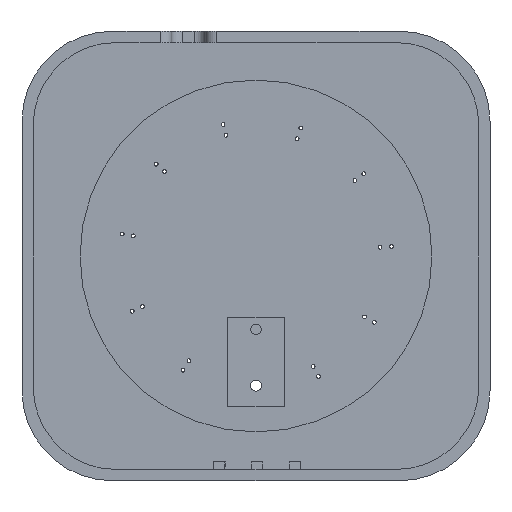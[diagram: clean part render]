
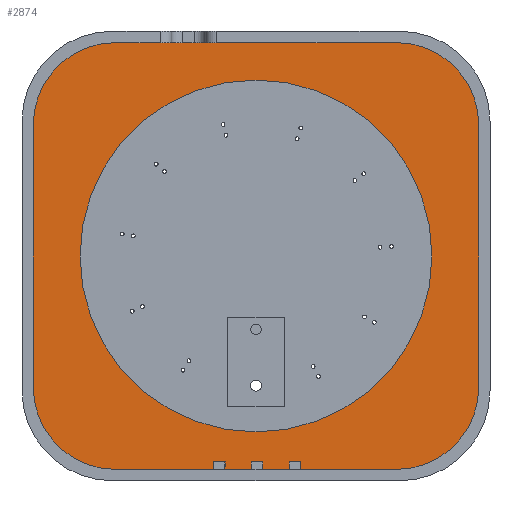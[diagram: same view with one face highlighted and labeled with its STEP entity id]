
A CAD part, front view. The second image highlights one B-rep face of the part: STEP entity #2874.
In plain terms, the highlighted planar face has unit normal (0, -1, 0).
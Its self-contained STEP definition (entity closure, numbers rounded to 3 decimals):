
#425 = DIRECTION ( 'NONE',  ( 0., -1., 0. ) ) ;
#532 = DIRECTION ( 'NONE',  ( 0., -1., 0. ) ) ;
#587 = PLANE ( 'NONE',  #2491 ) ;
#646 = DIRECTION ( 'NONE',  ( 0., 0., -1. ) ) ;
#793 = EDGE_CURVE ( 'NONE', #5484, #2923, #795, .T. ) ;
#795 = LINE ( 'NONE', #14037, #10366 ) ;
#802 = CARTESIAN_POINT ( 'NONE',  ( 122., 32., -3. ) ) ;
#875 = DIRECTION ( 'NONE',  ( 0., 0., 1. ) ) ;
#1122 = CARTESIAN_POINT ( 'NONE',  ( 100., 32., -117. ) ) ;
#1445 = DIRECTION ( 'NONE',  ( 0., 0., -1. ) ) ;
#1456 = EDGE_CURVE ( 'NONE', #10955, #10489, #4226, .T. ) ;
#1494 = VERTEX_POINT ( 'NONE', #4446 ) ;
#2213 = CARTESIAN_POINT ( 'NONE',  ( 25., 32., -95. ) ) ;
#2325 = VERTEX_POINT ( 'NONE', #9757 ) ;
#2491 = AXIS2_PLACEMENT_3D ( 'NONE', #2906, #5011, #13897 ) ;
#2511 = EDGE_CURVE ( 'NONE', #2325, #6455, #11950, .T. ) ;
#2645 = DIRECTION ( 'NONE',  ( 0., 0., -1. ) ) ;
#2823 = EDGE_CURVE ( 'NONE', #7401, #1494, #5297, .T. ) ;
#2830 = CARTESIAN_POINT ( 'NONE',  ( 25., 32., -25. ) ) ;
#2874 = ADVANCED_FACE ( 'NONE', ( #2985, #10578 ), #587, .T. ) ;
#2906 = CARTESIAN_POINT ( 'NONE',  ( 0., 32., 0. ) ) ;
#2920 = EDGE_CURVE ( 'NONE', #10489, #5484, #10342, .T. ) ;
#2923 = VERTEX_POINT ( 'NONE', #5084 ) ;
#2985 = FACE_BOUND ( 'NONE', #9685, .T. ) ;
#2997 = VECTOR ( 'NONE', #6177, 1000. ) ;
#3033 = DIRECTION ( 'NONE',  ( 1., 0., 0. ) ) ;
#3829 = CARTESIAN_POINT ( 'NONE',  ( 100., 32., -25. ) ) ;
#3835 = VERTEX_POINT ( 'NONE', #7641 ) ;
#4137 = DIRECTION ( 'NONE',  ( 0., 0., -1. ) ) ;
#4226 = LINE ( 'NONE', #6393, #2997 ) ;
#4311 = AXIS2_PLACEMENT_3D ( 'NONE', #2213, #6628, #11036 ) ;
#4446 = CARTESIAN_POINT ( 'NONE',  ( 122., 32., -25. ) ) ;
#4759 = CARTESIAN_POINT ( 'NONE',  ( 100., 32., -3. ) ) ;
#5011 = DIRECTION ( 'NONE',  ( 0., -1., 0. ) ) ;
#5024 = VECTOR ( 'NONE', #875, 1000. ) ;
#5084 = CARTESIAN_POINT ( 'NONE',  ( 3., 32., -95. ) ) ;
#5297 = LINE ( 'NONE', #802, #5024 ) ;
#5379 = CIRCLE ( 'NONE', #8853, 22. ) ;
#5484 = VERTEX_POINT ( 'NONE', #5558 ) ;
#5558 = CARTESIAN_POINT ( 'NONE',  ( 3., 32., -25. ) ) ;
#5767 = VERTEX_POINT ( 'NONE', #1122 ) ;
#5871 = EDGE_CURVE ( 'NONE', #2923, #3835, #6627, .T. ) ;
#6127 = CARTESIAN_POINT ( 'NONE',  ( 62.5, 32., -60. ) ) ;
#6162 = DIRECTION ( 'NONE',  ( 0., 0., -1. ) ) ;
#6177 = DIRECTION ( 'NONE',  ( -1., 0., 0. ) ) ;
#6393 = CARTESIAN_POINT ( 'NONE',  ( 3., 32., -3. ) ) ;
#6455 = VERTEX_POINT ( 'NONE', #10714 ) ;
#6627 = CIRCLE ( 'NONE', #4311, 22. ) ;
#6628 = DIRECTION ( 'NONE',  ( 0., -1., 0. ) ) ;
#6689 = CARTESIAN_POINT ( 'NONE',  ( 25., 32., -3. ) ) ;
#6818 = ORIENTED_EDGE ( 'NONE', *, *, #2823, .T. ) ;
#7117 = ORIENTED_EDGE ( 'NONE', *, *, #1456, .T. ) ;
#7401 = VERTEX_POINT ( 'NONE', #9197 ) ;
#7597 = EDGE_CURVE ( 'NONE', #6455, #2325, #11995, .T. ) ;
#7641 = CARTESIAN_POINT ( 'NONE',  ( 25., 32., -117. ) ) ;
#8396 = ORIENTED_EDGE ( 'NONE', *, *, #2511, .F. ) ;
#8811 = ORIENTED_EDGE ( 'NONE', *, *, #7597, .F. ) ;
#8815 = EDGE_CURVE ( 'NONE', #1494, #10955, #5379, .T. ) ;
#8853 = AXIS2_PLACEMENT_3D ( 'NONE', #3829, #425, #1445 ) ;
#8958 = VECTOR ( 'NONE', #3033, 1000. ) ;
#9187 = AXIS2_PLACEMENT_3D ( 'NONE', #2830, #11662, #6162 ) ;
#9197 = CARTESIAN_POINT ( 'NONE',  ( 122., 32., -95. ) ) ;
#9487 = ORIENTED_EDGE ( 'NONE', *, *, #2920, .T. ) ;
#9685 = EDGE_LOOP ( 'NONE', ( #8396, #8811 ) ) ;
#9757 = CARTESIAN_POINT ( 'NONE',  ( 62.5, 32., -13. ) ) ;
#10018 = ORIENTED_EDGE ( 'NONE', *, *, #5871, .T. ) ;
#10342 = CIRCLE ( 'NONE', #9187, 22. ) ;
#10366 = VECTOR ( 'NONE', #4137, 1000. ) ;
#10474 = CIRCLE ( 'NONE', #11626, 22. ) ;
#10489 = VERTEX_POINT ( 'NONE', #6689 ) ;
#10564 = DIRECTION ( 'NONE',  ( 0., -1., 0. ) ) ;
#10578 = FACE_OUTER_BOUND ( 'NONE', #11631, .T. ) ;
#10630 = ORIENTED_EDGE ( 'NONE', *, *, #8815, .T. ) ;
#10714 = CARTESIAN_POINT ( 'NONE',  ( 62.5, 32., -107. ) ) ;
#10955 = VERTEX_POINT ( 'NONE', #4759 ) ;
#11036 = DIRECTION ( 'NONE',  ( 0., 0., -1. ) ) ;
#11122 = ORIENTED_EDGE ( 'NONE', *, *, #793, .T. ) ;
#11309 = AXIS2_PLACEMENT_3D ( 'NONE', #13885, #10564, #646 ) ;
#11421 = EDGE_CURVE ( 'NONE', #5767, #7401, #10474, .T. ) ;
#11554 = DIRECTION ( 'NONE',  ( 0., 0., -1. ) ) ;
#11626 = AXIS2_PLACEMENT_3D ( 'NONE', #13775, #532, #2645 ) ;
#11631 = EDGE_LOOP ( 'NONE', ( #6818, #10630, #7117, #9487, #11122, #10018, #14006, #14014 ) ) ;
#11662 = DIRECTION ( 'NONE',  ( 0., -1., 0. ) ) ;
#11693 = DIRECTION ( 'NONE',  ( 0., -1., 0. ) ) ;
#11950 = CIRCLE ( 'NONE', #13794, 47. ) ;
#11995 = CIRCLE ( 'NONE', #11309, 47. ) ;
#12328 = EDGE_CURVE ( 'NONE', #3835, #5767, #14022, .T. ) ;
#12792 = CARTESIAN_POINT ( 'NONE',  ( 3., 32., -117. ) ) ;
#13775 = CARTESIAN_POINT ( 'NONE',  ( 100., 32., -95. ) ) ;
#13794 = AXIS2_PLACEMENT_3D ( 'NONE', #6127, #11693, #11554 ) ;
#13885 = CARTESIAN_POINT ( 'NONE',  ( 62.5, 32., -60. ) ) ;
#13897 = DIRECTION ( 'NONE',  ( 0., 0., -1. ) ) ;
#14006 = ORIENTED_EDGE ( 'NONE', *, *, #12328, .T. ) ;
#14014 = ORIENTED_EDGE ( 'NONE', *, *, #11421, .T. ) ;
#14022 = LINE ( 'NONE', #12792, #8958 ) ;
#14037 = CARTESIAN_POINT ( 'NONE',  ( 3., 32., -3. ) ) ;
